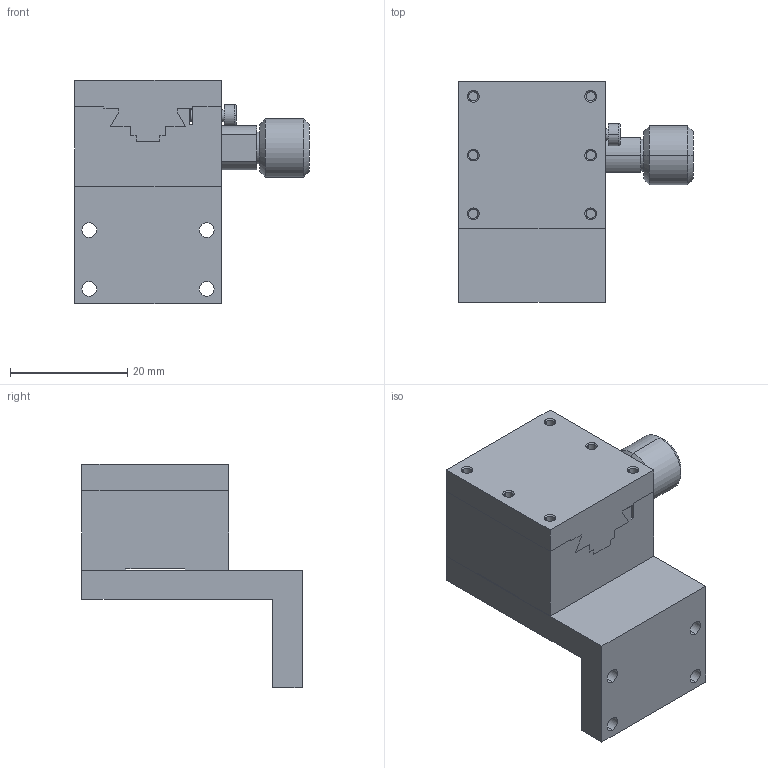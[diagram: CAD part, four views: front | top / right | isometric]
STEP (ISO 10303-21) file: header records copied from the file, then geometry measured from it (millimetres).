
FILE_DESCRIPTION( ( '' ), '1' );
FILE_NAME( 'ZFG25.stp', '2020-11-08T12:05:41', ( '' ), ( '' ), ' ', ' ', ' ' );
FILE_SCHEMA( ( 'CONFIG_CONTROL_DESIGN' ) );
Length unit declared in the file: millimetre
Products named in the file (4): 1; 2; 3; 4
Bounding box: 40 x 37.5 x 38 mm (x, y, z)
Volume: 18047.7 mm3; surface area: 10017.3 mm2
Topology: 4 solids, 4 shells, 197 faces, 487 edges, 317 vertices
Faces by surface type: plane 109, cylinder 62, cone 24, torus 2
Entity records: 6064 total; most frequent: DIRECTION 1044, CARTESIAN_POINT 1005, ORIENTED_EDGE 974, EDGE_CURVE 487, AXIS2_PLACEMENT_3D 356, LINE 332, VECTOR 332, VERTEX_POINT 317
